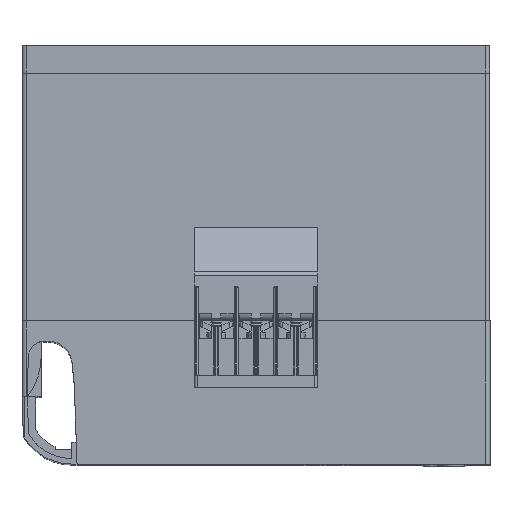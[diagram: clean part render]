
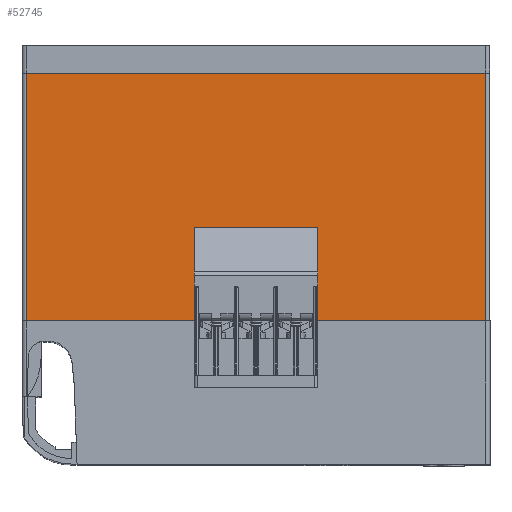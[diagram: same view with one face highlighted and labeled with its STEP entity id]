
A CAD part, top view. The second image highlights one B-rep face of the part: STEP entity #52745.
In plain terms, the highlighted planar face has unit normal (0, 0, 1).
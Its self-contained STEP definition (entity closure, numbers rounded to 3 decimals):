
#23933=EDGE_CURVE('',#35877,#66579,#68585,.T.);
#24167=EDGE_CURVE('',#59241,#28655,#68837,.T.);
#24547=EDGE_CURVE('',#36429,#59241,#69245,.T.);
#24553=EDGE_CURVE('',#53629,#46661,#69251,.T.);
#24897=VERTEX_POINT('',#69631);
#24899=EDGE_CURVE('',#24897,#46661,#69633,.T.);
#25455=VERTEX_POINT('',#70240);
#28655=VERTEX_POINT('',#73715);
#30147=VERTEX_POINT('',#75340);
#31563=VERTEX_POINT('',#76899);
#33367=EDGE_CURVE('',#65111,#35675,#78842,.T.);
#35427=EDGE_CURVE('',#47761,#61417,#81072,.T.);
#35675=VERTEX_POINT('',#81342);
#35877=VERTEX_POINT('',#81560);
#36429=VERTEX_POINT('',#82172);
#37199=EDGE_CURVE('',#66579,#45005,#83015,.T.);
#37917=VERTEX_POINT('',#83798);
#42795=EDGE_CURVE('',#24897,#37917,#89164,.T.);
#43431=VERTEX_POINT('',#89859);
#45005=VERTEX_POINT('',#91599);
#46175=VERTEX_POINT('',#92860);
#46413=EDGE_CURVE('',#46175,#65111,#93121,.T.);
#46661=VERTEX_POINT('',#93394);
#47199=EDGE_CURVE('',#55445,#31563,#93978,.T.);
#47761=VERTEX_POINT('',#94601);
#48051=EDGE_CURVE('',#53629,#43431,#94917,.T.);
#51293=EDGE_CURVE('',#37917,#55445,#98437,.T.);
#52745=ADVANCED_FACE('',(#100029,#100030),#100031,.T.);
#53117=EDGE_CURVE('',#28655,#30147,#100431,.T.);
#53629=VERTEX_POINT('',#100985);
#54325=EDGE_CURVE('',#45005,#25455,#101744,.T.);
#55445=VERTEX_POINT('',#102957);
#56819=EDGE_CURVE('',#25455,#47761,#104458,.T.);
#59241=VERTEX_POINT('',#107108);
#59951=EDGE_CURVE('',#35675,#35877,#107892,.T.);
#60485=EDGE_CURVE('',#30147,#36429,#108467,.T.);
#61417=VERTEX_POINT('',#109494);
#61969=EDGE_CURVE('',#61417,#31563,#110092,.T.);
#62513=EDGE_CURVE('',#43431,#46175,#110689,.T.);
#65111=VERTEX_POINT('',#113555);
#66579=VERTEX_POINT('',#115177);
#68585=LINE('',#118125,#118126);
#68837=LINE('',#118482,#118483);
#69245=LINE('',#119120,#119121);
#69251=LINE('',#119130,#119131);
#69631=CARTESIAN_POINT('',(-83.495,-10.0,112.495));
#69633=LINE('',#119698,#119699);
#70240=CARTESIAN_POINT('',(20.45,-98.489,112.495));
#73715=CARTESIAN_POINT('',(22.5,-87.4,112.495));
#75340=CARTESIAN_POINT('',(-22.5,-87.4,112.495));
#76899=CARTESIAN_POINT('',(18.9,-100.0,112.495));
#78842=LINE('',#133680,#133681);
#81072=LINE('',#136999,#137000);
#81342=CARTESIAN_POINT('',(-18.9,-98.489,112.495));
#81560=CARTESIAN_POINT('',(-18.9,-87.6,112.495));
#82172=CARTESIAN_POINT('',(-22.5,-66.0,112.495));
#83015=LINE('',#140029,#140030);
#83798=CARTESIAN_POINT('',(83.495,-10.0,112.495));
#89164=LINE('',#149453,#149454);
#89859=CARTESIAN_POINT('',(-18.9,-99.989,112.495));
#91599=CARTESIAN_POINT('',(18.9,-98.489,112.495));
#92860=CARTESIAN_POINT('',(-20.45,-99.989,112.495));
#93121=LINE('',#155474,#155475);
#93394=CARTESIAN_POINT('',(-83.495,-100.0,112.495));
#93978=LINE('',#156988,#156989);
#94601=CARTESIAN_POINT('',(20.45,-99.989,112.495));
#94917=LINE('',#158533,#158534);
#98437=LINE('',#163785,#163786);
#100029=FACE_BOUND('',#166238,.T.);
#100030=FACE_OUTER_BOUND('',#166239,.T.);
#100031=PLANE('',#166240);
#100431=LINE('',#166852,#166853);
#100985=CARTESIAN_POINT('',(-18.9,-100.0,112.495));
#101744=LINE('',#168874,#168875);
#102957=CARTESIAN_POINT('',(83.495,-100.0,112.495));
#104458=LINE('',#173019,#173020);
#107108=CARTESIAN_POINT('',(22.5,-66.0,112.495));
#107892=LINE('',#178368,#178369);
#108467=LINE('',#179318,#179319);
#109494=CARTESIAN_POINT('',(18.9,-99.989,112.495));
#110092=LINE('',#181871,#181872);
#110689=LINE('',#182791,#182792);
#113555=CARTESIAN_POINT('',(-20.45,-98.489,112.495));
#115177=CARTESIAN_POINT('',(18.9,-87.6,112.495));
#118125=CARTESIAN_POINT('',(-30.798,-87.6,112.495));
#118126=VECTOR('',#191826,1.0);
#118482=CARTESIAN_POINT('',(22.5,-41.84,112.495));
#118483=VECTOR('',#192058,1.0);
#119120=CARTESIAN_POINT('',(-52.998,-66.0,112.495));
#119121=VECTOR('',#192427,1.0);
#119130=CARTESIAN_POINT('',(0.377,-100.0,112.495));
#119131=VECTOR('',#192429,1.0);
#119698=CARTESIAN_POINT('',(-83.495,0.0,112.495));
#119699=VECTOR('',#192843,1.0);
#133680=CARTESIAN_POINT('',(-51.973,-98.489,112.495));
#133681=VECTOR('',#202585,1.0);
#136999=CARTESIAN_POINT('',(-37.573,-99.989,112.495));
#137000=VECTOR('',#204796,1.0);
#140029=CARTESIAN_POINT('',(18.9,-50.25,112.495));
#140030=VECTOR('',#206916,1.0);
#149453=CARTESIAN_POINT('',(0.375,-10.0,112.495));
#149454=VECTOR('',#213786,1.0);
#155474=CARTESIAN_POINT('',(-20.45,-48.829,112.495));
#155475=VECTOR('',#218114,1.0);
#156988=CARTESIAN_POINT('',(0.377,-100.0,112.495));
#156989=VECTOR('',#219042,1.0);
#158533=CARTESIAN_POINT('',(-18.9,-43.8,112.495));
#158534=VECTOR('',#220082,1.0);
#163785=CARTESIAN_POINT('',(83.495,0.0,112.495));
#163786=VECTOR('',#223708,1.0);
#166238=EDGE_LOOP('',(#225501,#225502,#225503,#225504));
#166239=EDGE_LOOP('',(#225505,#225506,#225507,#225508,#225509,#225510,#225511,#225512,#225513,#225514,#225515,#225516,#225517,#225518,#225519,#225520));
#166240=AXIS2_PLACEMENT_3D('',#225521,#225522,#225523);
#166852=CARTESIAN_POINT('',(-52.998,-87.4,112.495));
#166853=VECTOR('',#225953,1.0);
#168874=CARTESIAN_POINT('',(-37.573,-98.489,112.495));
#168875=VECTOR('',#227356,1.0);
#173019=CARTESIAN_POINT('',(20.45,-48.829,112.495));
#173020=VECTOR('',#230419,1.0);
#178368=CARTESIAN_POINT('',(-18.9,-43.8,112.495));
#178369=VECTOR('',#234327,1.0);
#179318=CARTESIAN_POINT('',(-22.5,-41.84,112.495));
#179319=VECTOR('',#234891,1.0);
#181871=CARTESIAN_POINT('',(18.9,-50.25,112.495));
#181872=VECTOR('',#236714,1.0);
#182791=CARTESIAN_POINT('',(-51.973,-99.989,112.495));
#182792=VECTOR('',#237394,1.0);
#191826=DIRECTION('',(1.0,0.0,0.0));
#192058=DIRECTION('',(0.0,-1.0,0.0));
#192427=DIRECTION('',(1.0,0.0,0.0));
#192429=DIRECTION('',(-1.0,0.0,0.0));
#192843=DIRECTION('',(0.0,-1.0,0.0));
#202585=DIRECTION('',(1.0,0.0,0.0));
#204796=DIRECTION('',(-1.0,0.0,0.0));
#206916=DIRECTION('',(0.0,-1.0,0.0));
#213786=DIRECTION('',(1.0,0.0,-0.0));
#218114=DIRECTION('',(0.0,1.0,0.0));
#219042=DIRECTION('',(-1.0,0.0,0.0));
#220082=DIRECTION('',(0.0,1.0,-0.0));
#223708=DIRECTION('',(0.0,-1.0,0.0));
#225501=ORIENTED_EDGE('',*,*,#24547,.T.);
#225502=ORIENTED_EDGE('',*,*,#24167,.T.);
#225503=ORIENTED_EDGE('',*,*,#53117,.T.);
#225504=ORIENTED_EDGE('',*,*,#60485,.T.);
#225505=ORIENTED_EDGE('',*,*,#61969,.T.);
#225506=ORIENTED_EDGE('',*,*,#47199,.F.);
#225507=ORIENTED_EDGE('',*,*,#51293,.F.);
#225508=ORIENTED_EDGE('',*,*,#42795,.F.);
#225509=ORIENTED_EDGE('',*,*,#24899,.T.);
#225510=ORIENTED_EDGE('',*,*,#24553,.F.);
#225511=ORIENTED_EDGE('',*,*,#48051,.T.);
#225512=ORIENTED_EDGE('',*,*,#62513,.T.);
#225513=ORIENTED_EDGE('',*,*,#46413,.T.);
#225514=ORIENTED_EDGE('',*,*,#33367,.T.);
#225515=ORIENTED_EDGE('',*,*,#59951,.T.);
#225516=ORIENTED_EDGE('',*,*,#23933,.T.);
#225517=ORIENTED_EDGE('',*,*,#37199,.T.);
#225518=ORIENTED_EDGE('',*,*,#54325,.T.);
#225519=ORIENTED_EDGE('',*,*,#56819,.T.);
#225520=ORIENTED_EDGE('',*,*,#35427,.T.);
#225521=CARTESIAN_POINT('',(-83.495,0.0,112.495));
#225522=DIRECTION('',(0.0,0.0,1.0));
#225523=DIRECTION('',(-1.0,0.0,0.0));
#225953=DIRECTION('',(-1.0,0.0,0.0));
#227356=DIRECTION('',(1.0,0.0,0.0));
#230419=DIRECTION('',(0.0,-1.0,0.0));
#234327=DIRECTION('',(0.0,1.0,-0.0));
#234891=DIRECTION('',(0.0,1.0,0.0));
#236714=DIRECTION('',(0.0,-1.0,0.0));
#237394=DIRECTION('',(-1.0,0.0,0.0));
